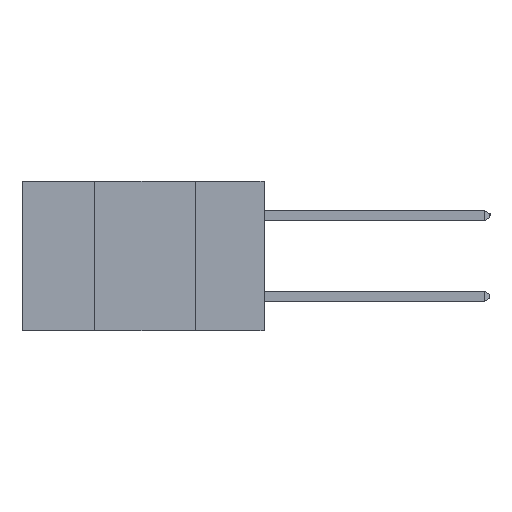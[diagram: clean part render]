
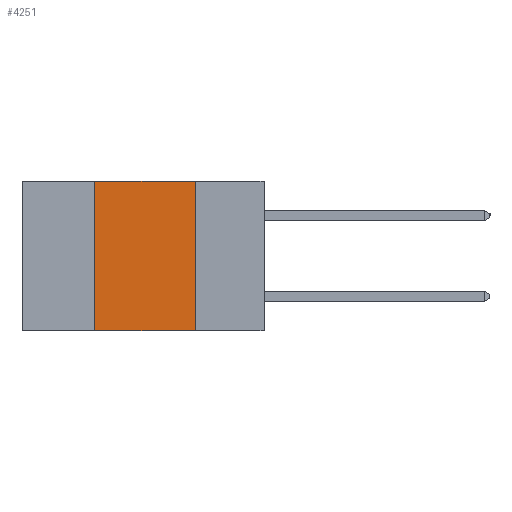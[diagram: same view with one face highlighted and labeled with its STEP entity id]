
A CAD part, left-side view. The second image highlights one B-rep face of the part: STEP entity #4251.
In plain terms, the highlighted planar face has unit normal (-1, 0, 0).
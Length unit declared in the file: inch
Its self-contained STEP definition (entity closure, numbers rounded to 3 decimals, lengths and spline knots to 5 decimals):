
#311 = CARTESIAN_POINT ( 'NONE',  ( 0., 0.42, -0.37 ) ) ;
#680 = DIRECTION ( 'NONE',  ( 0., 0., 1. ) ) ;
#1780 = CARTESIAN_POINT ( 'NONE',  ( 0., 0.17, -0.37 ) ) ;
#2160 = VECTOR ( 'NONE', #680, 39.37008 ) ;
#2521 = LINE ( 'NONE', #9207, #2160 ) ;
#2802 = EDGE_LOOP ( 'NONE', ( #13599, #15496, #10974, #19082 ) ) ;
#3364 = CARTESIAN_POINT ( 'NONE',  ( 0., 0.6, 0. ) ) ;
#3627 = DIRECTION ( 'NONE',  ( 0., 0., -1. ) ) ;
#4067 = VERTEX_POINT ( 'NONE', #11218 ) ;
#4069 = LINE ( 'NONE', #1780, #15227 ) ;
#4251 = ADVANCED_FACE ( 'NONE', ( #16955 ), #13604, .F. ) ;
#4744 = DIRECTION ( 'NONE',  ( 1., 0., 0. ) ) ;
#5367 = EDGE_CURVE ( 'NONE', #4067, #8755, #4069, .T. ) ;
#6615 = LINE ( 'NONE', #6744, #8448 ) ;
#6744 = CARTESIAN_POINT ( 'NONE',  ( 0., 0.6, 0. ) ) ;
#7206 = CARTESIAN_POINT ( 'NONE',  ( 0., 0.17, -0.37 ) ) ;
#7827 = EDGE_CURVE ( 'NONE', #12019, #22340, #2521, .T. ) ;
#8154 = VECTOR ( 'NONE', #10882, 39.37008 ) ;
#8448 = VECTOR ( 'NONE', #19072, 39.37008 ) ;
#8755 = VERTEX_POINT ( 'NONE', #7206 ) ;
#9207 = CARTESIAN_POINT ( 'NONE',  ( 0., 0.42, -0.37 ) ) ;
#10882 = DIRECTION ( 'NONE',  ( 0., -1., 0. ) ) ;
#10974 = ORIENTED_EDGE ( 'NONE', *, *, #7827, .F. ) ;
#11218 = CARTESIAN_POINT ( 'NONE',  ( 0., 0.17, 0. ) ) ;
#11494 = EDGE_CURVE ( 'NONE', #22340, #4067, #6615, .T. ) ;
#12019 = VERTEX_POINT ( 'NONE', #311 ) ;
#12481 = CARTESIAN_POINT ( 'NONE',  ( 0., 0.6, -0.37 ) ) ;
#13599 = ORIENTED_EDGE ( 'NONE', *, *, #5367, .F. ) ;
#13604 = PLANE ( 'NONE',  #20633 ) ;
#15227 = VECTOR ( 'NONE', #3627, 39.37008 ) ;
#15496 = ORIENTED_EDGE ( 'NONE', *, *, #11494, .F. ) ;
#15821 = LINE ( 'NONE', #12481, #8154 ) ;
#16955 = FACE_OUTER_BOUND ( 'NONE', #2802, .T. ) ;
#17928 = CARTESIAN_POINT ( 'NONE',  ( 0., 0.42, 0. ) ) ;
#19072 = DIRECTION ( 'NONE',  ( 0., -1., 0. ) ) ;
#19082 = ORIENTED_EDGE ( 'NONE', *, *, #20090, .T. ) ;
#20090 = EDGE_CURVE ( 'NONE', #12019, #8755, #15821, .T. ) ;
#20625 = DIRECTION ( 'NONE',  ( 0., 0., -1. ) ) ;
#20633 = AXIS2_PLACEMENT_3D ( 'NONE', #3364, #4744, #20625 ) ;
#22340 = VERTEX_POINT ( 'NONE', #17928 ) ;
